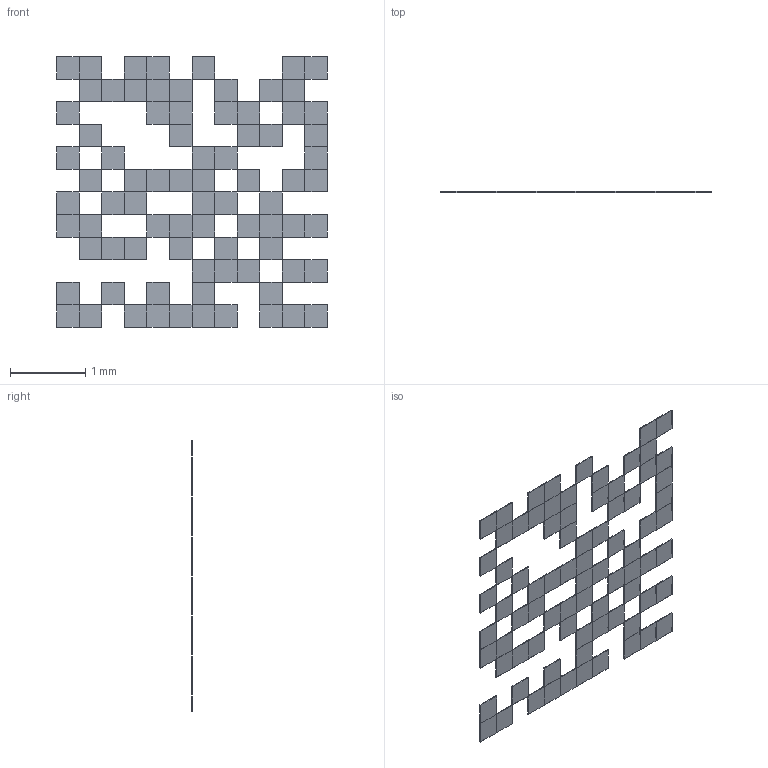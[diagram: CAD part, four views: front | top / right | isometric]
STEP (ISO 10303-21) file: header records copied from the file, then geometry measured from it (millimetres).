
FILE_DESCRIPTION(('FreeCAD Model'),'2;1');
FILE_NAME('Open CASCADE Shape Model','2026-02-03T17:05:59',(''),(''), 'Open CASCADE STEP processor 7.8','FreeCAD','Unknown');
FILE_SCHEMA(('AUTOMOTIVE_DESIGN { 1 0 10303 214 1 1 1 1 }'));
Length unit declared in the file: millimetre
Products named in the file (2): Array; Body
Assembly tree (81 placements, depth 2):
  Array
    Body  x81
Bounding box: 3.6 x 0.01 x 3.6 mm (x, y, z)
Volume: 0.1 mm3; surface area: 15.6 mm2
Topology: 81 solids, 81 shells, 486 faces, 972 edges, 648 vertices
Faces by surface type: plane 486
Entity records: 836 total; most frequent: DIRECTION 188, CARTESIAN_POINT 108, AXIS2_PLACEMENT_3D 88, PRODUCT_DEFINITION_SHAPE 83, CONTEXT_DEPENDENT_SHAPE_REPRESENTATION 81, ITEM_DEFINED_TRANSFORMATION 81, NEXT_ASSEMBLY_USAGE_OCCURRENCE 81, ORIENTED_EDGE 24
